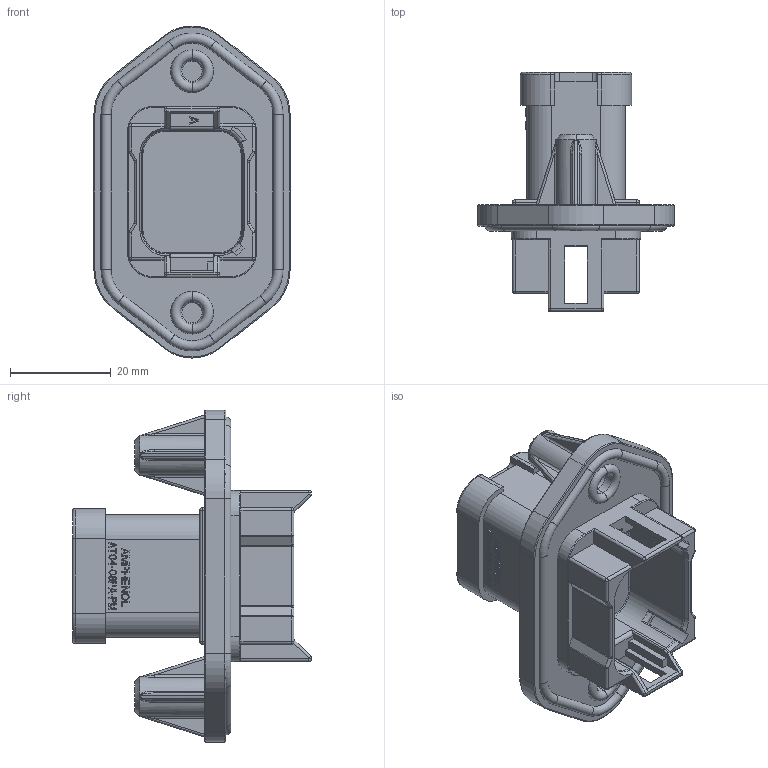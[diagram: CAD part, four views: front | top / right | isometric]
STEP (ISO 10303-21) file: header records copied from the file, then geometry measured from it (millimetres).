
FILE_DESCRIPTION((''),'2;1');
FILE_NAME('PL000308-A','2016-02-26T',('Orion.Li'),(''),'PRO/ENGINEER BY PARAMETRIC TECHNOLOGY CORPORATION, 2013230','PRO/ENGINEER BY PARAMETRIC TECHNOLOGY CORPORATION, 2013230','');
FILE_SCHEMA(('CONFIG_CONTROL_DESIGN'));
Products named in the file (1): PL000308-A
Bounding box: 39 x 47.5 x 66 mm (x, y, z)
Volume: 24852.5 mm3; surface area: 12652.2 mm2
Topology: 1 solids, 1 shells, 1743 faces, 4730 edges, 3092 vertices
Faces by surface type: plane 1348, cylinder 200, bspline 76, torus 70, cone 22, sphere 16, extrusion 11
Entity records: 58284 total; most frequent: CARTESIAN_POINT 14593, ORIENTED_EDGE 9460, DIRECTION 8361, EDGE_CURVE 4730, VECTOR 3917, LINE 3906, VERTEX_POINT 3092, AXIS2_PLACEMENT_3D 2222
